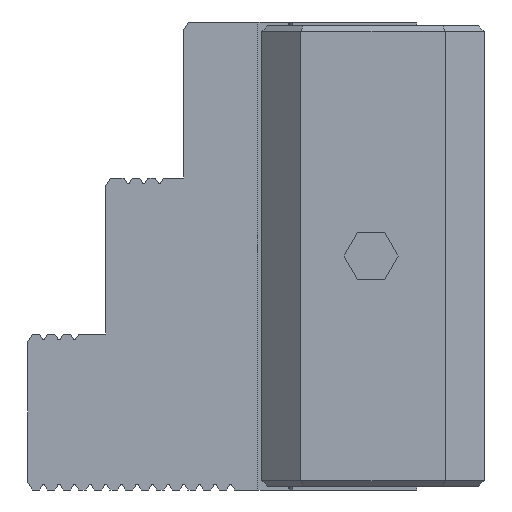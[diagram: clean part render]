
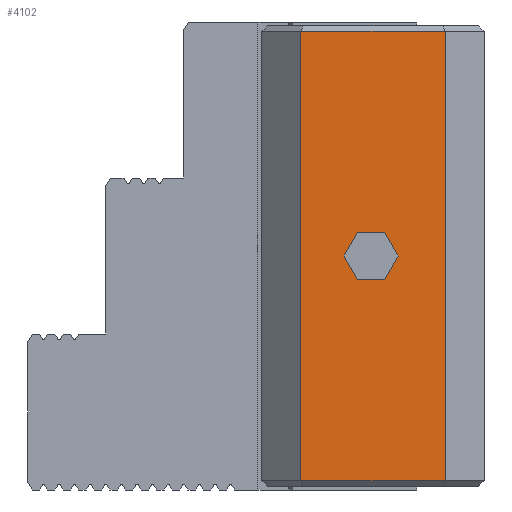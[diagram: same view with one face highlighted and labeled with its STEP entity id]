
A CAD part, left-side view. The second image highlights one B-rep face of the part: STEP entity #4102.
In plain terms, the highlighted planar face has unit normal (-1, 0, 0).
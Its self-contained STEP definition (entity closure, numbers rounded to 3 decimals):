
#22=FACE_BOUND('',#493,.T.);
#111=PLANE('',#4335);
#286=FACE_OUTER_BOUND('',#492,.T.);
#492=EDGE_LOOP('',(#3092,#3093,#3094,#3095));
#493=EDGE_LOOP('',(#3096,#3097,#3098,#3099,#3100,#3101));
#643=LINE('',#5603,#1159);
#646=LINE('',#5609,#1162);
#649=LINE('',#5615,#1165);
#652=LINE('',#5621,#1168);
#655=LINE('',#5627,#1171);
#658=LINE('',#5631,#1174);
#830=LINE('',#5976,#1346);
#856=LINE('',#6026,#1372);
#861=LINE('',#6035,#1377);
#862=LINE('',#6037,#1378);
#1159=VECTOR('',#4566,10.);
#1162=VECTOR('',#4571,10.);
#1165=VECTOR('',#4576,10.);
#1168=VECTOR('',#4581,10.);
#1171=VECTOR('',#4586,10.);
#1174=VECTOR('',#4591,10.);
#1346=VECTOR('',#4875,10.);
#1372=VECTOR('',#4917,10.);
#1377=VECTOR('',#4930,10.);
#1378=VECTOR('',#4933,10.);
#1729=VERTEX_POINT('',#5600);
#1730=VERTEX_POINT('',#5602);
#1732=VERTEX_POINT('',#5608);
#1734=VERTEX_POINT('',#5614);
#1736=VERTEX_POINT('',#5620);
#1738=VERTEX_POINT('',#5626);
#1853=VERTEX_POINT('',#5968);
#1855=VERTEX_POINT('',#5974);
#1870=VERTEX_POINT('',#6020);
#1871=VERTEX_POINT('',#6024);
#2111=EDGE_CURVE('',#1730,#1729,#643,.T.);
#2114=EDGE_CURVE('',#1732,#1730,#646,.T.);
#2117=EDGE_CURVE('',#1734,#1732,#649,.T.);
#2120=EDGE_CURVE('',#1736,#1734,#652,.T.);
#2123=EDGE_CURVE('',#1738,#1736,#655,.T.);
#2126=EDGE_CURVE('',#1729,#1738,#658,.T.);
#2298=EDGE_CURVE('',#1855,#1853,#830,.T.);
#2324=EDGE_CURVE('',#1871,#1870,#856,.T.);
#2329=EDGE_CURVE('',#1855,#1870,#861,.T.);
#2330=EDGE_CURVE('',#1853,#1871,#862,.T.);
#3092=ORIENTED_EDGE('',*,*,#2298,.F.);
#3093=ORIENTED_EDGE('',*,*,#2329,.T.);
#3094=ORIENTED_EDGE('',*,*,#2324,.F.);
#3095=ORIENTED_EDGE('',*,*,#2330,.F.);
#3096=ORIENTED_EDGE('',*,*,#2111,.T.);
#3097=ORIENTED_EDGE('',*,*,#2126,.T.);
#3098=ORIENTED_EDGE('',*,*,#2123,.T.);
#3099=ORIENTED_EDGE('',*,*,#2120,.T.);
#3100=ORIENTED_EDGE('',*,*,#2117,.T.);
#3101=ORIENTED_EDGE('',*,*,#2114,.T.);
#4102=ADVANCED_FACE('',(#286,#22),#111,.T.);
#4335=AXIS2_PLACEMENT_3D('',#6036,#4931,#4932);
#4566=DIRECTION('',(0.,0.5,-0.866));
#4571=DIRECTION('',(0.,-0.5,-0.866));
#4576=DIRECTION('',(0.,-1.,0.));
#4581=DIRECTION('',(0.,-0.5,0.866));
#4586=DIRECTION('',(0.,0.5,0.866));
#4591=DIRECTION('',(0.,1.,0.));
#4875=DIRECTION('',(0.,-1.,0.));
#4917=DIRECTION('',(0.,1.,0.));
#4930=DIRECTION('',(0.,0.,-1.));
#4931=DIRECTION('center_axis',(-1.,0.,0.));
#4932=DIRECTION('ref_axis',(0.,0.,
-1.));
#4933=DIRECTION('',(0.,0.,-1.));
#5600=CARTESIAN_POINT('',(-47.,4.127,27.));
#5602=CARTESIAN_POINT('',(-47.,2.395,30.));
#5603=CARTESIAN_POINT('',(-47.,4.452,26.437));
#5608=CARTESIAN_POINT('',(-47.,4.127,33.));
#5609=CARTESIAN_POINT('',(-47.,2.828,30.75));
#5614=CARTESIAN_POINT('',(-47.,7.591,33.));
#5615=CARTESIAN_POINT('',(-47.,6.509,33.));
#5620=CARTESIAN_POINT('',(-47.,9.323,30.));
#5621=CARTESIAN_POINT('',(-47.,8.782,30.937));
#5626=CARTESIAN_POINT('',(-47.,7.591,27.));
#5627=CARTESIAN_POINT('',(-47.,8.89,29.25));
#5631=CARTESIAN_POINT('',(-47.,8.241,27.));
#5968=CARTESIAN_POINT('',(-47.,-3.641,58.8));
#5974=CARTESIAN_POINT('',(-47.,14.859,58.8));
#5976=CARTESIAN_POINT('',(-47.,10.503,58.8));
#6020=CARTESIAN_POINT('',(-47.,14.859,1.2));
#6024=CARTESIAN_POINT('',(-47.,-3.641,1.2));
#6026=CARTESIAN_POINT('',(-47.,10.503,1.2));
#6035=CARTESIAN_POINT('',(-47.,14.859,59.5));
#6036=CARTESIAN_POINT('Origin',(-47.,14.859,59.5));
#6037=CARTESIAN_POINT('',(-47.,-3.641,59.5));
